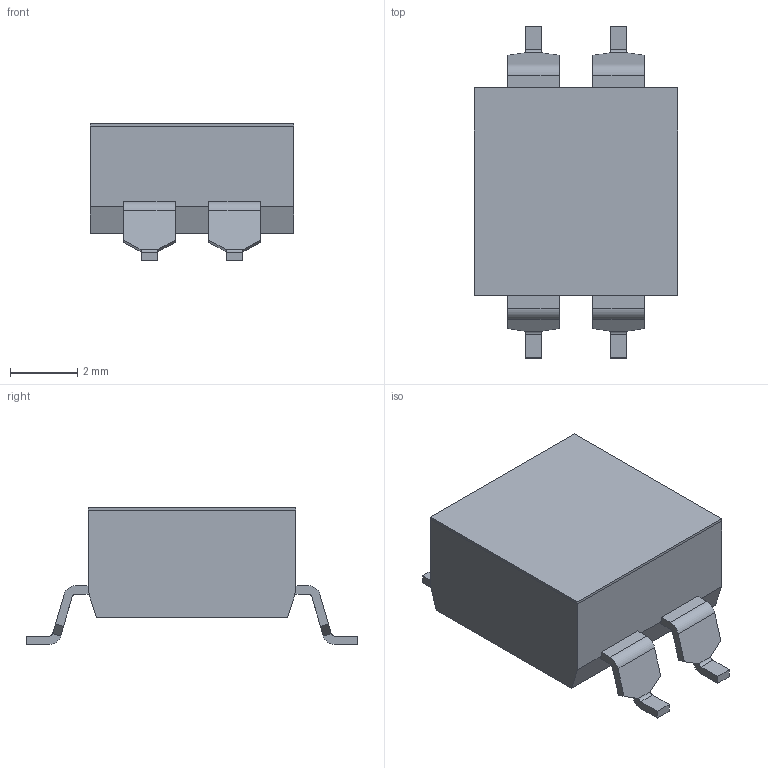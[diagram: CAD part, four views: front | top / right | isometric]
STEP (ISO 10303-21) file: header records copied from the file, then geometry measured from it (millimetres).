
FILE_DESCRIPTION(/* description */ (''),/* implementation_level */ '2;1');
FILE_NAME(/* name */ 'KAG02TGGx.stp',/* time_stamp */ '2023-11-29T11:10:01-06:00',/* author */ ('mroman'),/* organization */ (''),/* preprocessor_version */ 'ST-DEVELOPER v18.1',/* originating_system */ 'Autodesk Inventor 2022',/* authorisation */ '');
FILE_SCHEMA (('AUTOMOTIVE_DESIGN { 1 0 10303 214 3 1 1 }'));
Length unit declared in the file: millimetre
Products named in the file (1): KAG02TGGx
Bounding box: 6.08 x 9.9 x 4.08 mm (x, y, z)
Volume: 124.9 mm3; surface area: 197.4 mm2
Topology: 1 solids, 3 shells, 110 faces, 294 edges, 188 vertices
Faces by surface type: plane 94, cylinder 16
Entity records: 3403 total; most frequent: CARTESIAN_POINT 593, ORIENTED_EDGE 588, DIRECTION 548, EDGE_CURVE 294, LINE 262, VECTOR 262, VERTEX_POINT 188, AXIS2_PLACEMENT_3D 143
